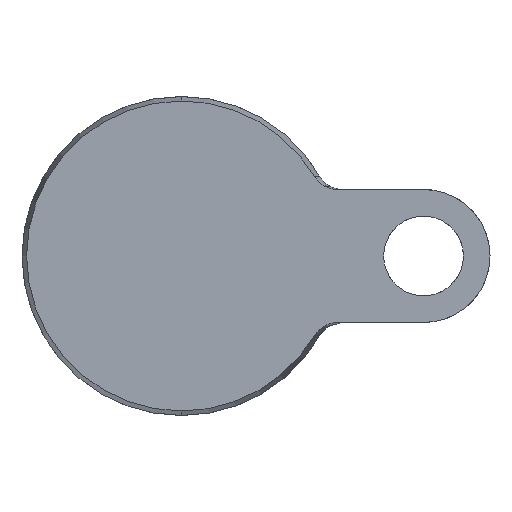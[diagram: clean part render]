
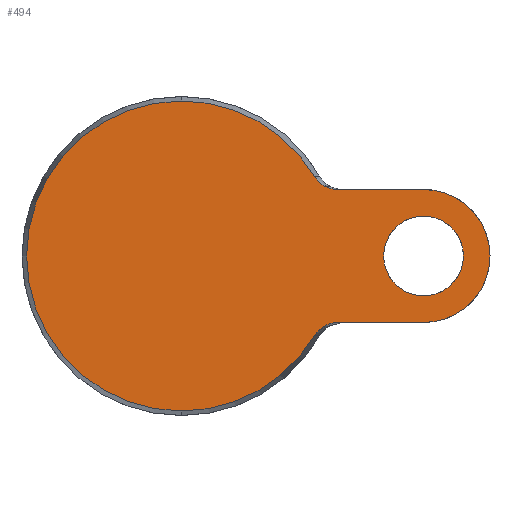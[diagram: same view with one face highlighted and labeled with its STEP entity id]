
A CAD part, front view. The second image highlights one B-rep face of the part: STEP entity #494.
In plain terms, the highlighted planar face has unit normal (0, -1, 0).
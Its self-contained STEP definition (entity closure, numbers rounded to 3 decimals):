
#21 = CARTESIAN_POINT ( 'NONE',  ( 29.374, 0., 12.5 ) ) ;
#28 = CARTESIAN_POINT ( 'NONE',  ( 26.862, 0., -13.142 ) ) ;
#31 = AXIS2_PLACEMENT_3D ( 'NONE', #1002, #1207, #1221 ) ;
#35 = ORIENTED_EDGE ( 'NONE', *, *, #267, .T. ) ;
#57 = CIRCLE ( 'NONE', #1062, 29.143 ) ;
#79 = CARTESIAN_POINT ( 'NONE',  ( 45.5, 0., 0. ) ) ;
#110 = EDGE_CURVE ( 'NONE', #270, #136, #225, .T. ) ;
#115 = LINE ( 'NONE', #804, #514 ) ;
#119 = EDGE_CURVE ( 'NONE', #861, #250, #127, .T. ) ;
#127 = CIRCLE ( 'NONE', #251, 7.5 ) ;
#134 = CARTESIAN_POINT ( 'NONE',  ( 28.933, 0., -12.5 ) ) ;
#136 = VERTEX_POINT ( 'NONE', #1341 ) ;
#138 = VERTEX_POINT ( 'NONE', #1214 ) ;
#147 = VECTOR ( 'NONE', #190, 1000. ) ;
#150 = VERTEX_POINT ( 'NONE', #191 ) ;
#155 = DIRECTION ( 'NONE',  ( 0., 0., -1. ) ) ;
#175 = EDGE_CURVE ( 'NONE', #1126, #138, #1156, .T. ) ;
#185 = EDGE_CURVE ( 'NONE', #136, #408, #57, .T. ) ;
#190 = DIRECTION ( 'NONE',  ( -1., 0., 0. ) ) ;
#191 = CARTESIAN_POINT ( 'NONE',  ( 25.011, 0., 14.959 ) ) ;
#213 = VERTEX_POINT ( 'NONE', #1026 ) ;
#223 = CARTESIAN_POINT ( 'NONE',  ( 28.502, 0., 12.556 ) ) ;
#225 = CIRCLE ( 'NONE', #1396, 29.143 ) ;
#242 = EDGE_CURVE ( 'NONE', #150, #270, #463, .T. ) ;
#250 = VERTEX_POINT ( 'NONE', #944 ) ;
#251 = AXIS2_PLACEMENT_3D ( 'NONE', #718, #628, #425 ) ;
#255 = CARTESIAN_POINT ( 'NONE',  ( 0., 0., 29.143 ) ) ;
#263 = EDGE_CURVE ( 'NONE', #408, #1378, #1302, .T. ) ;
#266 = CARTESIAN_POINT ( 'NONE',  ( 0., 0., 0. ) ) ;
#267 = EDGE_CURVE ( 'NONE', #213, #150, #644, .T. ) ;
#270 = VERTEX_POINT ( 'NONE', #255 ) ;
#341 = CARTESIAN_POINT ( 'NONE',  ( 27.057, 0., 13.048 ) ) ;
#352 = CARTESIAN_POINT ( 'NONE',  ( 25.011, 0., 14.959 ) ) ;
#361 = DIRECTION ( 'NONE',  ( 0., 0., -1. ) ) ;
#368 = CARTESIAN_POINT ( 'NONE',  ( 28.503, 0., -12.556 ) ) ;
#376 = CARTESIAN_POINT ( 'NONE',  ( 27.255, 0., -12.953 ) ) ;
#408 = VERTEX_POINT ( 'NONE', #1140 ) ;
#413 = AXIS2_PLACEMENT_3D ( 'NONE', #79, #536, #627 ) ;
#418 = DIRECTION ( 'NONE',  ( 0., -1., 0. ) ) ;
#425 = DIRECTION ( 'NONE',  ( 0., 0., 1. ) ) ;
#439 = EDGE_CURVE ( 'NONE', #213, #1126, #115, .T. ) ;
#463 = CIRCLE ( 'NONE', #1039, 29.143 ) ;
#466 = AXIS2_PLACEMENT_3D ( 'NONE', #469, #1265, #588 ) ;
#469 = CARTESIAN_POINT ( 'NONE',  ( -29.143, 0., 0. ) ) ;
#471 = CARTESIAN_POINT ( 'NONE',  ( 26.497, 0., -13.379 ) ) ;
#472 = CARTESIAN_POINT ( 'NONE',  ( 29.374, 0., -12.5 ) ) ;
#478 = CARTESIAN_POINT ( 'NONE',  ( 26.495, 0., 13.38 ) ) ;
#494 = ADVANCED_FACE ( 'NONE', ( #933, #1386 ), #571, .F. ) ;
#504 = CIRCLE ( 'NONE', #413, 7.5 ) ;
#514 = VECTOR ( 'NONE', #1040, 1000. ) ;
#536 = DIRECTION ( 'NONE',  ( 0., 1., 0. ) ) ;
#542 = DIRECTION ( 'NONE',  ( 0., 0., -1. ) ) ;
#553 = EDGE_LOOP ( 'NONE', ( #1211, #1325 ) ) ;
#571 = PLANE ( 'NONE',  #466 ) ;
#573 = CARTESIAN_POINT ( 'NONE',  ( 26.144, 0., 13.642 ) ) ;
#588 = DIRECTION ( 'NONE',  ( 0., 0., 1. ) ) ;
#590 = CARTESIAN_POINT ( 'NONE',  ( 25.237, 0., -14.58 ) ) ;
#627 = DIRECTION ( 'NONE',  ( 0., 0., 1. ) ) ;
#628 = DIRECTION ( 'NONE',  ( 0., 1., 0. ) ) ;
#632 = CARTESIAN_POINT ( 'NONE',  ( 45.5, 0., 12.5 ) ) ;
#644 = B_SPLINE_CURVE_WITH_KNOTS ( 'NONE', 3,
 ( #21, #815, #223, #1389, #1364, #1049, #341, #799, #478, #573, #1372, #1253, #928, #352 ),
 .UNSPECIFIED., .F., .F.,
 ( 4, 2, 2, 2, 2, 2, 4 ),
 ( 0., 0.001, 0.002, 0.003, 0.003, 0.004, 0.005 ),
 .UNSPECIFIED. ) ;
#645 = LINE ( 'NONE', #1447, #147 ) ;
#656 = ORIENTED_EDGE ( 'NONE', *, *, #110, .T. ) ;
#681 = EDGE_CURVE ( 'NONE', #138, #1378, #645, .T. ) ;
#683 = CARTESIAN_POINT ( 'NONE',  ( 25.977, 0., -13.784 ) ) ;
#691 = CARTESIAN_POINT ( 'NONE',  ( 0., 0., 0. ) ) ;
#718 = CARTESIAN_POINT ( 'NONE',  ( 45.5, 0., 0. ) ) ;
#723 = ORIENTED_EDGE ( 'NONE', *, *, #242, .T. ) ;
#748 = EDGE_CURVE ( 'NONE', #250, #861, #504, .T. ) ;
#789 = ORIENTED_EDGE ( 'NONE', *, *, #175, .F. ) ;
#794 = CARTESIAN_POINT ( 'NONE',  ( 45.5, 0., 7.5 ) ) ;
#799 = CARTESIAN_POINT ( 'NONE',  ( 26.678, 0., 13.261 ) ) ;
#804 = CARTESIAN_POINT ( 'NONE',  ( 15., 0., 12.5 ) ) ;
#815 = CARTESIAN_POINT ( 'NONE',  ( 28.933, 0., 12.5 ) ) ;
#823 = ORIENTED_EDGE ( 'NONE', *, *, #681, .F. ) ;
#861 = VERTEX_POINT ( 'NONE', #794 ) ;
#913 = CARTESIAN_POINT ( 'NONE',  ( 25.011, 0., -14.959 ) ) ;
#928 = CARTESIAN_POINT ( 'NONE',  ( 25.237, 0., 14.58 ) ) ;
#933 = FACE_OUTER_BOUND ( 'NONE', #993, .T. ) ;
#936 = CARTESIAN_POINT ( 'NONE',  ( 29.374, 0., -12.5 ) ) ;
#944 = CARTESIAN_POINT ( 'NONE',  ( 45.5, 0., -7.5 ) ) ;
#993 = EDGE_LOOP ( 'NONE', ( #1020, #35, #723, #656, #1182, #1150, #823, #789 ) ) ;
#1002 = CARTESIAN_POINT ( 'NONE',  ( 45.5, 0., 0. ) ) ;
#1020 = ORIENTED_EDGE ( 'NONE', *, *, #439, .F. ) ;
#1026 = CARTESIAN_POINT ( 'NONE',  ( 29.374, 0., 12.5 ) ) ;
#1039 = AXIS2_PLACEMENT_3D ( 'NONE', #691, #1164, #361 ) ;
#1040 = DIRECTION ( 'NONE',  ( 1., 0., 0. ) ) ;
#1049 = CARTESIAN_POINT ( 'NONE',  ( 27.253, 0., 12.954 ) ) ;
#1062 = AXIS2_PLACEMENT_3D ( 'NONE', #1442, #418, #542 ) ;
#1126 = VERTEX_POINT ( 'NONE', #632 ) ;
#1140 = CARTESIAN_POINT ( 'NONE',  ( 25.011, 0., -14.959 ) ) ;
#1150 = ORIENTED_EDGE ( 'NONE', *, *, #263, .T. ) ;
#1152 = CARTESIAN_POINT ( 'NONE',  ( 27.871, 0., -12.72 ) ) ;
#1156 = CIRCLE ( 'NONE', #31, 12.5 ) ;
#1164 = DIRECTION ( 'NONE',  ( 0., -1., 0. ) ) ;
#1182 = ORIENTED_EDGE ( 'NONE', *, *, #185, .T. ) ;
#1201 = DIRECTION ( 'NONE',  ( 0., -1., 0. ) ) ;
#1207 = DIRECTION ( 'NONE',  ( 0., 1., 0. ) ) ;
#1211 = ORIENTED_EDGE ( 'NONE', *, *, #748, .T. ) ;
#1214 = CARTESIAN_POINT ( 'NONE',  ( 45.5, 0., -12.5 ) ) ;
#1221 = DIRECTION ( 'NONE',  ( 0., 0., -1. ) ) ;
#1245 = CARTESIAN_POINT ( 'NONE',  ( 27.662, 0., -12.789 ) ) ;
#1253 = CARTESIAN_POINT ( 'NONE',  ( 25.507, 0., 14.24 ) ) ;
#1265 = DIRECTION ( 'NONE',  ( 0., 1., 0. ) ) ;
#1275 = CARTESIAN_POINT ( 'NONE',  ( 26.146, 0., -13.64 ) ) ;
#1302 = B_SPLINE_CURVE_WITH_KNOTS ( 'NONE', 3,
 ( #913, #590, #1399, #683, #1275, #471, #28, #376, #1245, #1152, #368, #134, #936 ),
 .UNSPECIFIED., .F., .F.,
 ( 4, 2, 2, 1, 2, 2, 4 ),
 ( 0., 0.001, 0.002, 0.003, 0.003, 0.004, 0.005 ),
 .UNSPECIFIED. ) ;
#1325 = ORIENTED_EDGE ( 'NONE', *, *, #119, .T. ) ;
#1341 = CARTESIAN_POINT ( 'NONE',  ( 0., 0., -29.143 ) ) ;
#1364 = CARTESIAN_POINT ( 'NONE',  ( 27.659, 0., 12.79 ) ) ;
#1372 = CARTESIAN_POINT ( 'NONE',  ( 25.976, 0., 13.785 ) ) ;
#1378 = VERTEX_POINT ( 'NONE', #472 ) ;
#1386 = FACE_BOUND ( 'NONE', #553, .T. ) ;
#1389 = CARTESIAN_POINT ( 'NONE',  ( 27.869, 0., 12.721 ) ) ;
#1396 = AXIS2_PLACEMENT_3D ( 'NONE', #266, #1201, #155 ) ;
#1399 = CARTESIAN_POINT ( 'NONE',  ( 25.508, 0., -14.24 ) ) ;
#1442 = CARTESIAN_POINT ( 'NONE',  ( 0., 0., 0. ) ) ;
#1447 = CARTESIAN_POINT ( 'NONE',  ( 15., 0., -12.5 ) ) ;
